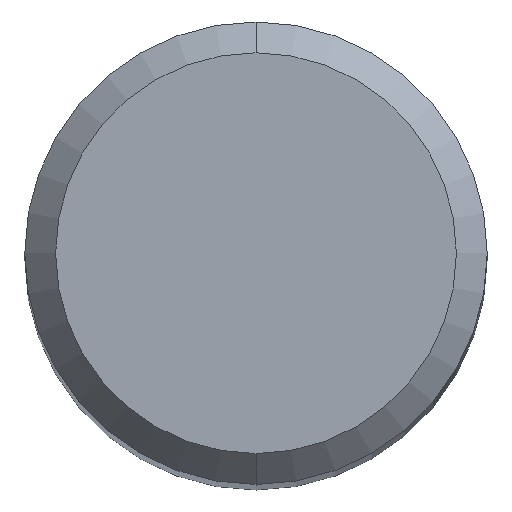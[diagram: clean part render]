
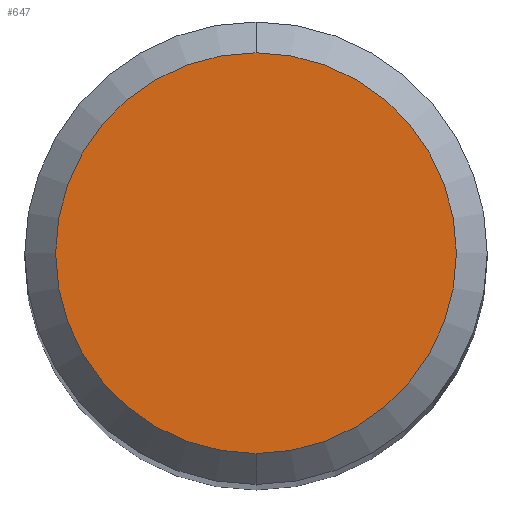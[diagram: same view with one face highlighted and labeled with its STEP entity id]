
A CAD part, top view. The second image highlights one B-rep face of the part: STEP entity #647.
In plain terms, the highlighted planar face has unit normal (0, 0, 1).
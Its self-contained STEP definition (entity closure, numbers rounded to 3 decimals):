
#553=VERTEX_POINT('',#1244);
#557=EDGE_CURVE('',#553,#981,#1248,.T.);
#647=ADVANCED_FACE('',(#1346),#1347,.T.);
#775=EDGE_CURVE('',#981,#553,#1482,.T.);
#981=VERTEX_POINT('',#1709);
#1244=CARTESIAN_POINT('',(0.,-2.6,0.0));
#1248=CIRCLE('',#2411,2.6);
#1346=FACE_OUTER_BOUND('',#2864,.T.);
#1347=PLANE('',#2865);
#1482=CIRCLE('',#3465,2.6);
#1709=CARTESIAN_POINT('',(0.0,2.6,0.0));
#2411=AXIS2_PLACEMENT_3D('',#4618,#4619,#4620);
#2864=EDGE_LOOP('',(#4722,#4723));
#2865=AXIS2_PLACEMENT_3D('',#4724,#4725,#4726);
#3465=AXIS2_PLACEMENT_3D('',#4841,#4842,#4843);
#4618=CARTESIAN_POINT('',(0.0,0.0,0.0));
#4619=DIRECTION('',(0.0,0.0,-1.0));
#4620=DIRECTION('',(0.0,1.0,0.0));
#4722=ORIENTED_EDGE('',*,*,#775,.F.);
#4723=ORIENTED_EDGE('',*,*,#557,.F.);
#4724=CARTESIAN_POINT('',(0.0,1.3,0.0));
#4725=DIRECTION('',(-0.0,0.0,1.0));
#4726=DIRECTION('',(0.0,-1.0,0.0));
#4841=CARTESIAN_POINT('',(0.0,0.0,0.0));
#4842=DIRECTION('',(0.0,0.0,-1.0));
#4843=DIRECTION('',(0.0,1.0,0.0));
